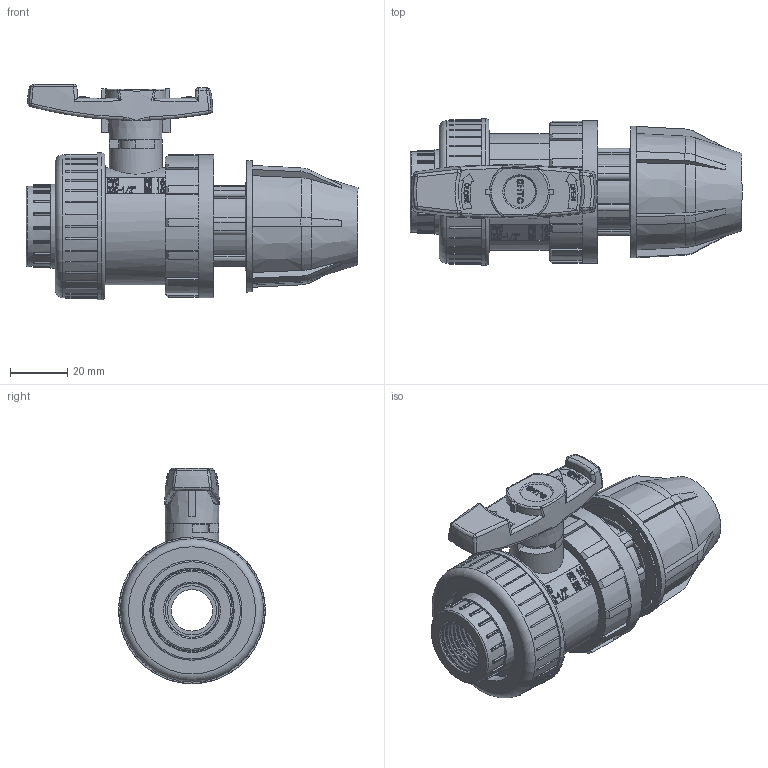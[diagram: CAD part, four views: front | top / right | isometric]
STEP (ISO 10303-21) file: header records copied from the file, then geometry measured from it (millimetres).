
FILE_DESCRIPTION(/* description */ (''),/* implementation_level */ '2;1');
FILE_NAME(/* name */ 'AK0917.000.020.step',/* time_stamp */ '2026-04-02T10:46:27+02:00',/* author */ (''),/* organization */ (''),/* preprocessor_version */ 'ST-DEVELOPER v20.1',/* originating_system */ 'Autodesk Translation Framework v14.24.0.0',/* authorisation */ '');
FILE_SCHEMA (('AUTOMOTIVE_DESIGN { 1 0 10303 214 3 1 1 }'));
Products named in the file (3): 2025-12-30-08-12-18-389; 2026-04-02-10-41-52-939; 2026-03-02-08-04-33-391
Assembly tree (2 placements, depth 2):
  2025-12-30-08-12-18-389
    2026-04-02-10-41-52-939
    2026-03-02-08-04-33-391
Bounding box: 116.29 x 51.39 x 75.44 mm (x, y, z)
Volume: 109935.8 mm3; surface area: 81246.4 mm2
Topology: 21 solids, 21 shells, 1642 faces, 4367 edges, 2825 vertices
Faces by surface type: plane 734, cylinder 395, bspline 318, sphere 85, torus 63, cone 47
Full cylindrical faces by diameter (mm): 1.147 x1, 1.53 x1, 9.293 x4, 11.48 x3, 12.027 x1, 12.573 x2, 13.667 x1, 14.5 x1, 17.238 x1, 18.661 x1, 20.773 x1, 20.955 x7, 21 x2, 21.32 x2, 21.867 x2, 24.709 x3, 25.147 x1, 25.693 x3, 26 x3, 27.661 x3, 27.88 x1, 28.2 x1, 29 x1, 29.5 x1, 30.089 x5, 30.34 x1, 30.69 x3, 31 x5, 32.472 x3, 33.337 x5
Entity records: 78350 total; most frequent: CARTESIAN_POINT 39176, ORIENTED_EDGE 8668, DIRECTION 7375, EDGE_CURVE 4334, VERTEX_POINT 2824, AXIS2_PLACEMENT_3D 2650, LINE 2075, VECTOR 2075
